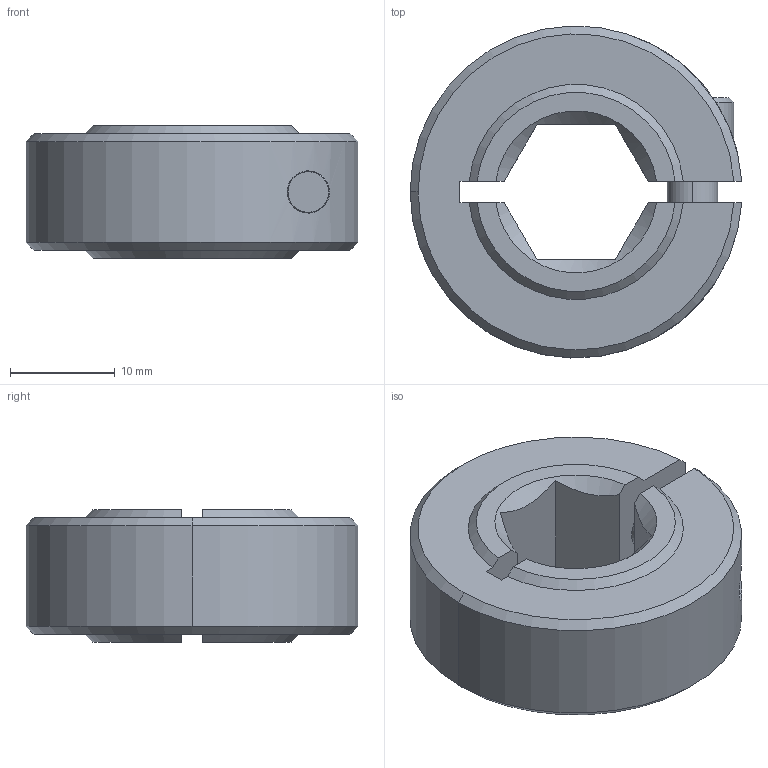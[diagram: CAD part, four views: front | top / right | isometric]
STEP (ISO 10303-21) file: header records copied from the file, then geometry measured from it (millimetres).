
FILE_DESCRIPTION (( 'STEP AP203' ), '1' );
FILE_NAME ('am-1526 500Hex Collar Clamp.STEP', '2022-09-09T20:42:50', ( '' ), ( '' ), 'SwSTEP 2.0', 'SolidWorks 2022', '' );
FILE_SCHEMA (( 'CONFIG_CONTROL_DESIGN' ));
Length unit declared in the file: millimetre
Products named in the file (3): 500Hex Collar Clamp Body; am-1526 500Hex Collar Clamp; 10-32x0500_shcs_HX-SHCS 0.19-32x1.375x1-C
Assembly tree (2 placements, depth 2):
  am-1526 500Hex Collar Clamp
    500Hex Collar Clamp Body
    10-32x0500_shcs_HX-SHCS 0.19-32x1.375x1-C
Bounding box: 31.72 x 31.73 x 12.7 mm (x, y, z)
Volume: 6935.8 mm3; surface area: 3751.4 mm2
Topology: 2 solids, 2 shells, 64 faces, 159 edges, 100 vertices
Faces by surface type: plane 33, cone 17, cylinder 12, torus 2
Entity records: 2443 total; most frequent: CARTESIAN_POINT 650, ORIENTED_EDGE 314, DIRECTION 308, EDGE_CURVE 157, AXIS2_PLACEMENT_3D 118, VERTEX_POINT 100, LINE 72, VECTOR 72
